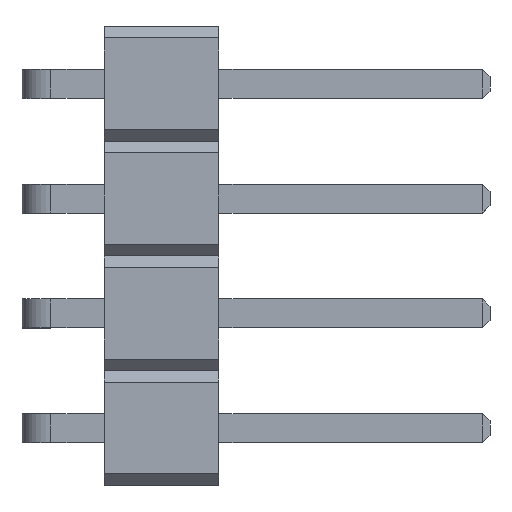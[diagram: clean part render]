
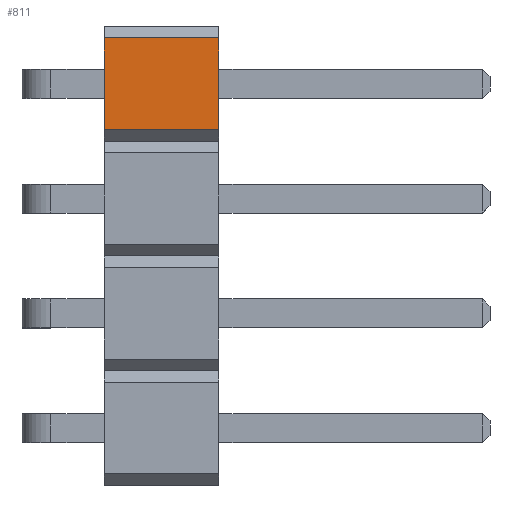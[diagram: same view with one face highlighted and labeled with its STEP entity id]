
A CAD part, top view. The second image highlights one B-rep face of the part: STEP entity #811.
In plain terms, the highlighted planar face has unit normal (0, 0, 1).
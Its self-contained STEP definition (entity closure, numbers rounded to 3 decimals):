
#126 = VERTEX_POINT('',#127);
#127 = CARTESIAN_POINT('',(1.5,1.016,2.54));
#133 = EDGE_CURVE('',#134,#126,#136,.T.);
#134 = VERTEX_POINT('',#135);
#135 = CARTESIAN_POINT('',(1.5,-1.016,2.54));
#136 = LINE('',#137,#138);
#137 = CARTESIAN_POINT('',(1.5,-1.016,2.54));
#138 = VECTOR('',#139,1.);
#139 = DIRECTION('',(0.,1.,0.));
#455 = VERTEX_POINT('',#456);
#456 = CARTESIAN_POINT('',(4.04,1.016,2.54));
#462 = EDGE_CURVE('',#463,#455,#465,.T.);
#463 = VERTEX_POINT('',#464);
#464 = CARTESIAN_POINT('',(4.04,-1.016,2.54));
#465 = LINE('',#466,#467);
#466 = CARTESIAN_POINT('',(4.04,-1.016,2.54));
#467 = VECTOR('',#468,1.);
#468 = DIRECTION('',(0.,1.,0.));
#781 = EDGE_CURVE('',#126,#455,#782,.T.);
#782 = LINE('',#783,#784);
#783 = CARTESIAN_POINT('',(1.5,1.016,2.54));
#784 = VECTOR('',#785,1.);
#785 = DIRECTION('',(1.,0.,0.));
#811 = ADVANCED_FACE('',(#812),#823,.T.);
#812 = FACE_BOUND('',#813,.T.);
#813 = EDGE_LOOP('',(#814,#820,#821,#822));
#814 = ORIENTED_EDGE('',*,*,#815,.T.);
#815 = EDGE_CURVE('',#134,#463,#816,.T.);
#816 = LINE('',#817,#818);
#817 = CARTESIAN_POINT('',(1.5,-1.016,2.54));
#818 = VECTOR('',#819,1.);
#819 = DIRECTION('',(1.,0.,0.));
#820 = ORIENTED_EDGE('',*,*,#462,.T.);
#821 = ORIENTED_EDGE('',*,*,#781,.F.);
#822 = ORIENTED_EDGE('',*,*,#133,.F.);
#823 = PLANE('',#824);
#824 = AXIS2_PLACEMENT_3D('',#825,#826,#827);
#825 = CARTESIAN_POINT('',(1.5,-1.016,2.54));
#826 = DIRECTION('',(0.,0.,1.));
#827 = DIRECTION('',(0.,1.,0.));
